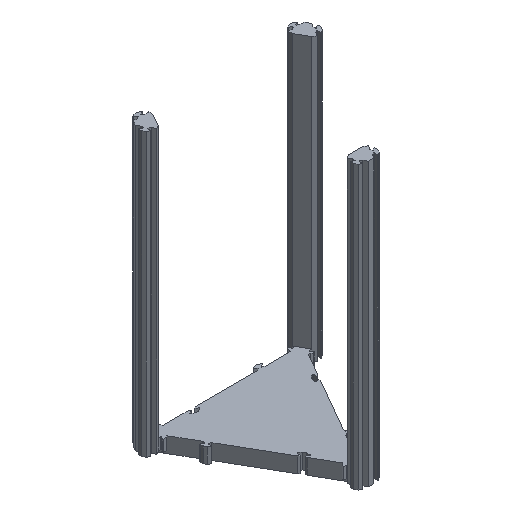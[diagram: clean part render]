
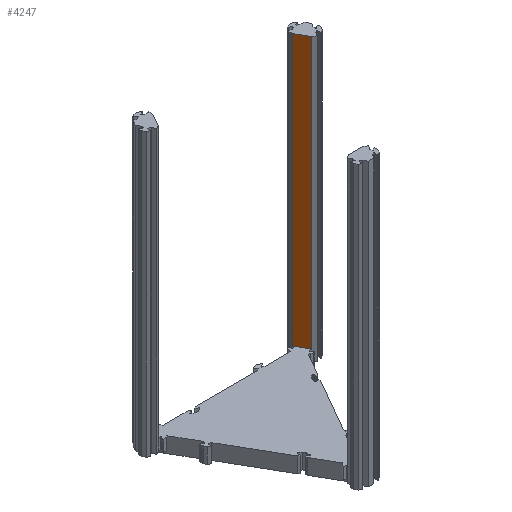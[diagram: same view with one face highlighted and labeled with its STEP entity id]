
A CAD part, isometric view. The second image highlights one B-rep face of the part: STEP entity #4247.
In plain terms, the highlighted planar face has unit normal (-0.866, -0.5, 0).
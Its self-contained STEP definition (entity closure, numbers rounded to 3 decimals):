
#77=FACE_OUTER_BOUND('',#289,.T.);
#289=EDGE_LOOP('',(#3055,#3056,#3057,#3058));
#439=LINE('',#5677,#1063);
#593=LINE('',#5987,#1217);
#650=LINE('',#6101,#1274);
#652=LINE('',#6104,#1276);
#1063=VECTOR('',#4627,10.);
#1217=VECTOR('',#4847,10.);
#1274=VECTOR('',#4960,10.);
#1276=VECTOR('',#4964,10.);
#1687=VERTEX_POINT('',#5675);
#1688=VERTEX_POINT('',#5676);
#1811=VERTEX_POINT('',#5985);
#1840=VERTEX_POINT('',#6100);
#2101=EDGE_CURVE('',#1687,#1688,#439,.T.);
#2255=EDGE_CURVE('',#1811,#1687,#593,.T.);
#2312=EDGE_CURVE('',#1840,#1688,#650,.T.);
#2314=EDGE_CURVE('',#1840,#1811,#652,.T.);
#3055=ORIENTED_EDGE('',*,*,#2314,.F.);
#3056=ORIENTED_EDGE('',*,*,#2312,.T.);
#3057=ORIENTED_EDGE('',*,*,#2101,.F.);
#3058=ORIENTED_EDGE('',*,*,#2255,.F.);
#4035=PLANE('',#4473);
#4247=ADVANCED_FACE('',(#77),#4035,.T.);
#4473=AXIS2_PLACEMENT_3D('',#6103,#4962,#4963);
#4627=DIRECTION('',(0.5,-0.866,0.));
#4847=DIRECTION('',(0.,0.,1.));
#4960=DIRECTION('',(0.,0.,1.));
#4962=DIRECTION('center_axis',(-0.866,-0.5,0.));
#4963=DIRECTION('ref_axis',(0.5,-0.866,0.));
#4964=DIRECTION('',(-0.5,0.866,0.));
#5675=CARTESIAN_POINT('',(-3.785,2.039,146.));
#5676=CARTESIAN_POINT('',(-0.126,-4.298,146.));
#5677=CARTESIAN_POINT('',(-0.126,-4.298,146.));
#5985=CARTESIAN_POINT('',(-3.785,2.039,6.));
#5987=CARTESIAN_POINT('',(-3.785,2.039,0.));
#6100=CARTESIAN_POINT('',(-0.126,-4.298,6.));
#6101=CARTESIAN_POINT('',(-0.126,-4.298,0.));
#6103=CARTESIAN_POINT('Origin',(-1.304,-2.258,0.));
#6104=CARTESIAN_POINT('',(-0.126,-4.298,6.));
